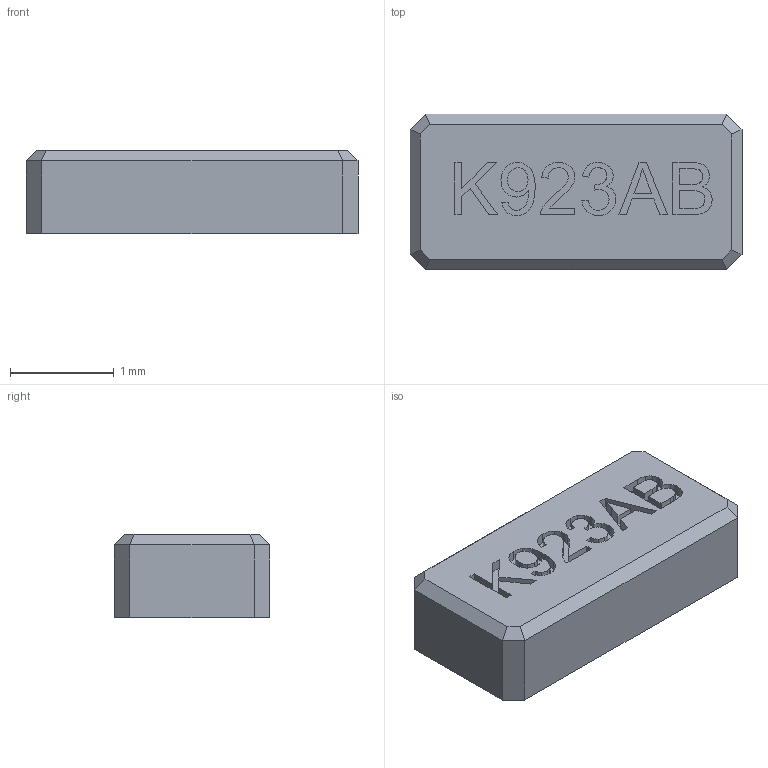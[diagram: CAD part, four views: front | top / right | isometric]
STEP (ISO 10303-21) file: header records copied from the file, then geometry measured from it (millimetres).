
FILE_DESCRIPTION(/* description */ (''),/* implementation_level */ '2;1');
FILE_NAME(/* name */ 'ST3215SB v0.step',/* time_stamp */ '2017-02-26T23:51:09+01:00',/* author */ (''),/* organization */ (''),/* preprocessor_version */ 'ST-DEVELOPER v16.5',/* originating_system */ 'Autodesk Translation Framework v5.2.0.2920',/* authorisation */ '');
FILE_SCHEMA (('AUTOMOTIVE_DESIGN { 1 0 10303 214 3 1 1 }'));
Length unit declared in the file: millimetre
Products named in the file (1): ST3215SB v0
Bounding box: 3.2 x 1.5 x 0.8 mm (x, y, z)
Volume: 3.7 mm3; surface area: 17.8 mm2
Topology: 1 solids, 1 shells, 168 faces, 460 edges, 304 vertices
Faces by surface type: bspline 100, plane 68
Entity records: 6222 total; most frequent: CARTESIAN_POINT 2633, ORIENTED_EDGE 920, EDGE_CURVE 460, DIRECTION 398, VERTEX_POINT 304, LINE 260, VECTOR 260, B_SPLINE_CURVE_WITH_KNOTS 200
